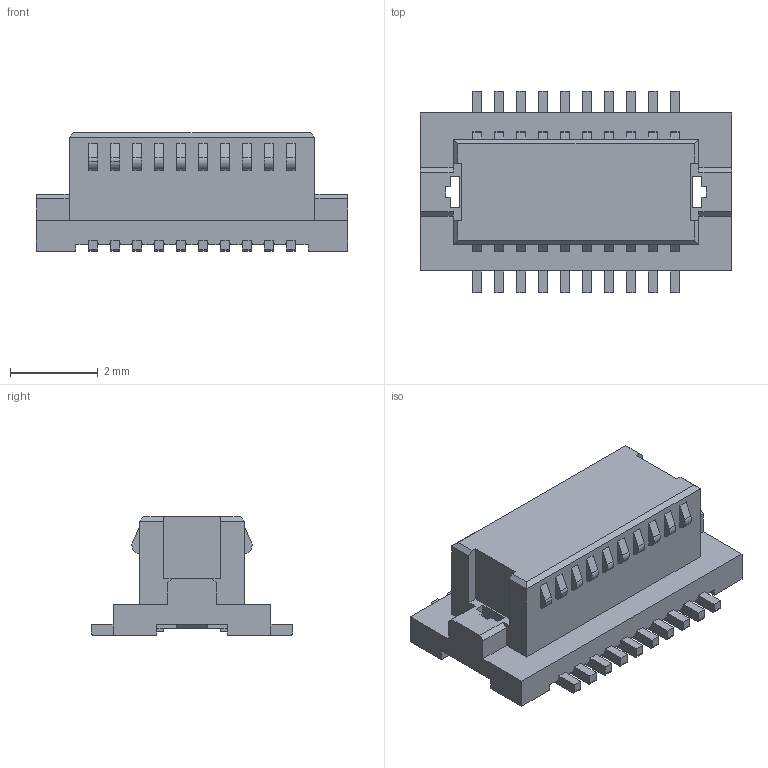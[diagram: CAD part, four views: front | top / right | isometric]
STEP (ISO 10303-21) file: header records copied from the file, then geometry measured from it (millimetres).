
FILE_DESCRIPTION(('Creo Elements/Direct Modeling STEP Export'),'2;1');
FILE_NAME('DF12NC-20DS.stp','2020-09-24T18:44:01',(''),(''),'Creo Elements/Direct Modeling STEP processor for AP214 (Solid Model)','Creo Elements/Direct Modeling 19.0F 14-Feb-2017 (C) Parametric Technology GmbH','');
FILE_SCHEMA(('AUTOMOTIVE_DESIGN { 1 0 10303 214 1 1 1 1 }'));
Length unit declared in the file: millimetre
Products named in the file (2): DF12NC-20DS.prt; DF12NC-20DS.stp
Assembly tree (1 placements, depth 2):
  DF12NC-20DS.stp
    DF12NC-20DS.prt
Bounding box: 7.1 x 4.6 x 2.7 mm (x, y, z)
Volume: 42.1 mm3; surface area: 124.5 mm2
Topology: 1 solids, 1 shells, 600 faces, 1692 edges, 1112 vertices
Faces by surface type: plane 536, cylinder 64
Entity records: 19214 total; most frequent: CARTESIAN_POINT 3611, ORIENTED_EDGE 3384, DIRECTION 2983, EDGE_CURVE 1692, VECTOR 1519, LINE 1519, VERTEX_POINT 1112, AXIS2_PLACEMENT_3D 732
